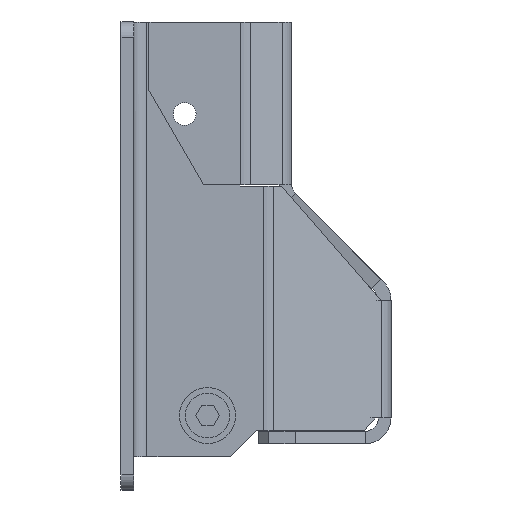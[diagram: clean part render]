
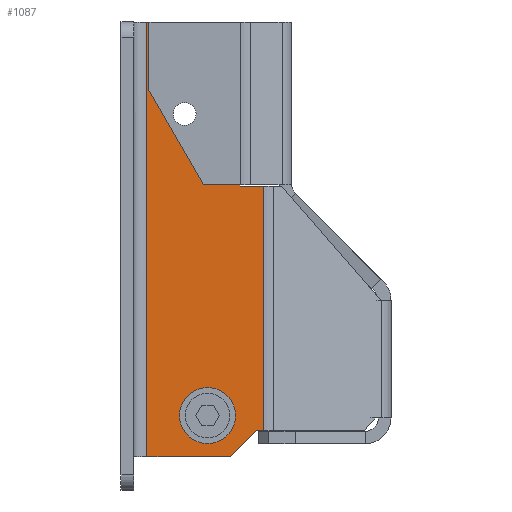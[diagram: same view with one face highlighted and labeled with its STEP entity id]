
A CAD part, left-side view. The second image highlights one B-rep face of the part: STEP entity #1087.
In plain terms, the highlighted planar face has unit normal (-1, 0, 0).
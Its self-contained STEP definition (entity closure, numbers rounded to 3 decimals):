
#358=LINE('',#5432,#662);
#359=LINE('',#5441,#663);
#360=LINE('',#5445,#664);
#364=LINE('',#5453,#668);
#407=LINE('',#5571,#711);
#413=LINE('',#5583,#717);
#415=LINE('',#5587,#719);
#416=LINE('',#5589,#720);
#417=LINE('',#5591,#721);
#662=VECTOR('',#4386,1.);
#663=VECTOR('',#4389,1.);
#664=VECTOR('',#4394,1.);
#668=VECTOR('',#4400,1.);
#711=VECTOR('',#4511,1.);
#717=VECTOR('',#4521,1.);
#719=VECTOR('',#4525,1.);
#720=VECTOR('',#4526,1.);
#721=VECTOR('',#4527,1.);
#930=PLANE('',#3770);
#1087=ADVANCED_FACE('',(#1340,#1341,#1342),#930,.F.);
#1340=FACE_BOUND('',#1565,.T.);
#1341=FACE_BOUND('',#1566,.T.);
#1342=FACE_BOUND('',#1567,.T.);
#1565=EDGE_LOOP('',(#2234));
#1566=EDGE_LOOP('',(#2235));
#1567=EDGE_LOOP('',(#2236,#2237,#2238,#2239,#2240,#2241,#2242,#2243,#2244));
#2234=ORIENTED_EDGE('',*,*,#3178,.T.);
#2235=ORIENTED_EDGE('',*,*,#3177,.T.);
#2236=ORIENTED_EDGE('',*,*,#3236,.F.);
#2237=ORIENTED_EDGE('',*,*,#3174,.T.);
#2238=ORIENTED_EDGE('',*,*,#3170,.F.);
#2239=ORIENTED_EDGE('',*,*,#3168,.F.);
#2240=ORIENTED_EDGE('',*,*,#3166,.F.);
#2241=ORIENTED_EDGE('',*,*,#3242,.T.);
#2242=ORIENTED_EDGE('',*,*,#3244,.T.);
#2243=ORIENTED_EDGE('',*,*,#3245,.T.);
#2244=ORIENTED_EDGE('',*,*,#3246,.F.);
#2790=VERTEX_POINT('',#5431);
#2791=VERTEX_POINT('',#5433);
#2792=VERTEX_POINT('',#5442);
#2793=VERTEX_POINT('',#5446);
#2796=VERTEX_POINT('',#5454);
#2798=VERTEX_POINT('',#5460);
#2799=VERTEX_POINT('',#5463);
#2837=VERTEX_POINT('',#5572);
#2841=VERTEX_POINT('',#5584);
#2842=VERTEX_POINT('',#5588);
#2843=VERTEX_POINT('',#5590);
#3166=EDGE_CURVE('',#2790,#2791,#358,.T.);
#3168=EDGE_CURVE('',#2791,#2792,#359,.T.);
#3170=EDGE_CURVE('',#2792,#2793,#360,.T.);
#3174=EDGE_CURVE('',#2796,#2793,#364,.T.);
#3177=EDGE_CURVE('',#2798,#2798,#3488,.T.);
#3178=EDGE_CURVE('',#2799,#2799,#3489,.T.);
#3236=EDGE_CURVE('',#2796,#2837,#407,.T.);
#3242=EDGE_CURVE('',#2790,#2841,#413,.T.);
#3244=EDGE_CURVE('',#2841,#2842,#415,.T.);
#3245=EDGE_CURVE('',#2842,#2843,#416,.T.);
#3246=EDGE_CURVE('',#2837,#2843,#417,.T.);
#3488=CIRCLE('',#3735,4.375);
#3489=CIRCLE('',#3737,2.75);
#3735=AXIS2_PLACEMENT_3D('',#5459,#4406,#4407);
#3737=AXIS2_PLACEMENT_3D('',#5462,#4410,#4411);
#3770=AXIS2_PLACEMENT_3D('',#5592,#4528,#4529);
#4386=DIRECTION('',(0.,1.,0.));
#4389=DIRECTION('',(0.,0.,1.));
#4394=DIRECTION('',(0.,-1.,0.));
#4400=DIRECTION('',(0.,0.5,0.866));
#4406=DIRECTION('',(1.,0.,0.));
#4407=DIRECTION('',(0.,0.,1.));
#4410=DIRECTION('',(1.,0.,0.));
#4411=DIRECTION('',(0.,0.,1.));
#4511=DIRECTION('',(0.,0.,-1.));
#4521=DIRECTION('',(0.,-0.707,0.707));
#4525=DIRECTION('',(0.,-1.,0.));
#4526=DIRECTION('',(0.,0.,1.));
#4527=DIRECTION('',(0.,-1.,0.));
#4528=DIRECTION('',(1.,0.,0.));
#4529=DIRECTION('',(0.,0.,-1.));
#5431=CARTESIAN_POINT('',(47.1,29.041,-33.098));
#5432=CARTESIAN_POINT('',(47.1,28.4,-33.098));
#5433=CARTESIAN_POINT('',(47.1,45.4,-33.098));
#5441=CARTESIAN_POINT('',(47.1,45.4,-25.));
#5442=CARTESIAN_POINT('',(47.1,45.4,52.245));
#5445=CARTESIAN_POINT('',(47.1,0.,52.245));
#5446=CARTESIAN_POINT('',(47.1,40.147,52.245));
#5453=CARTESIAN_POINT('',(47.1,28.6,32.245));
#5454=CARTESIAN_POINT('',(47.1,27.1,29.646));
#5459=CARTESIAN_POINT('',(47.1,33.5,-25.));
#5460=CARTESIAN_POINT('',(47.1,33.5,-20.625));
#5462=CARTESIAN_POINT('',(47.1,38.,34.191));
#5463=CARTESIAN_POINT('',(47.1,38.,36.941));
#5571=CARTESIAN_POINT('',(47.1,27.1,27.847));
#5572=CARTESIAN_POINT('',(47.1,27.1,20.06));
#5583=CARTESIAN_POINT('',(47.1,-2.029,-2.029));
#5584=CARTESIAN_POINT('',(47.1,23.902,-27.959));
#5587=CARTESIAN_POINT('',(47.1,-0.625,-27.959));
#5588=CARTESIAN_POINT('',(47.1,22.514,-27.959));
#5589=CARTESIAN_POINT('',(47.1,22.514,0.));
#5590=CARTESIAN_POINT('',(47.1,22.514,20.06));
#5591=CARTESIAN_POINT('',(47.1,1.292,20.06));
#5592=CARTESIAN_POINT('',(47.1,0.,0.));
